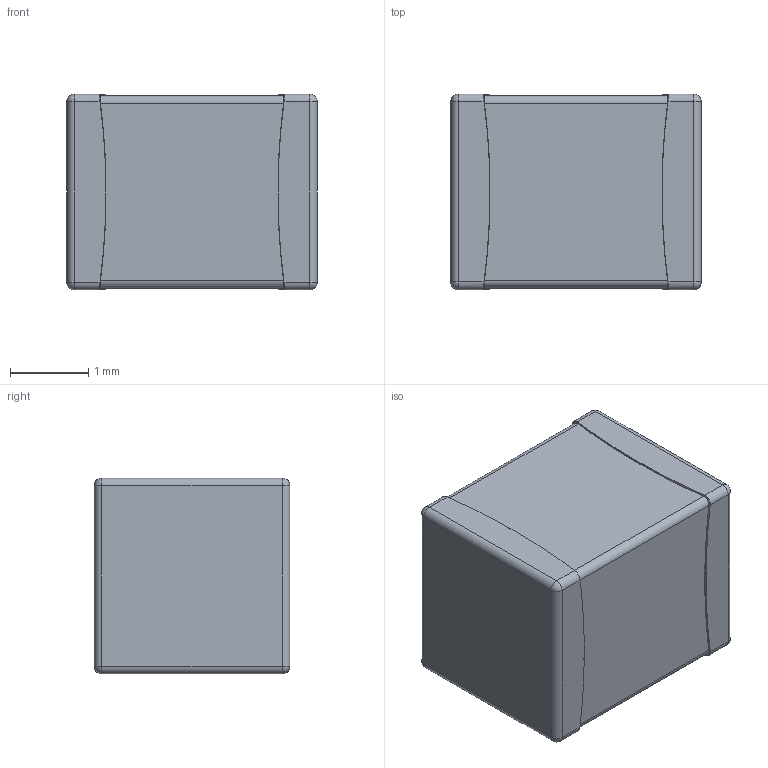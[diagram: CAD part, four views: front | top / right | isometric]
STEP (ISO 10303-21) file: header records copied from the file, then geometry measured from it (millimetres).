
FILE_DESCRIPTION(/* description */ ('Designed by EasyEDA Pro','CAx-IF Rec.Pracs.---Representation and Presentation of Product Manufacturing Information (PMI)---4.0---2014-10-13'),/* implementation_level */ '2;1');
FILE_NAME(/* name */ 'C1210.step',/* time_stamp */ '2025-01-24T17:08:43+08:00',/* author */ (''),/* organization */ (''),/* preprocessor_version */ 'ST-DEVELOPER v20',/* originating_system */ 'Autodesk Translation Framework v13.20.0.188',/* authorisation */ '');
FILE_SCHEMA (('AP242_MANAGED_MODEL_BASED_3D_ENGINEERING_MIM_LF { 1 0 10303 442 1 1 4 }'));
Length unit declared in the file: millimetre
Products named in the file (3): Fc0v-PCBModel; Fc0v-Board; Fc0v-C1-C1210
Assembly tree (2 placements, depth 2):
  Fc0v-PCBModel
    Fc0v-Board
    Fc0v-C1-C1210
Bounding box: 3.2 x 2.5 x 2.5 mm (x, y, z)
Volume: 19.5 mm3; surface area: 43.1 mm2
Topology: 1 solids, 1 shells, 278 faces, 747 edges, 482 vertices
Faces by surface type: plane 144, bspline 98, cylinder 20, sphere 16
Entity records: 9272 total; most frequent: CARTESIAN_POINT 2528, ORIENTED_EDGE 1478, DIRECTION 1181, EDGE_CURVE 739, VERTEX_POINT 482, LINE 455, VECTOR 455, AXIS2_PLACEMENT_3D 363
